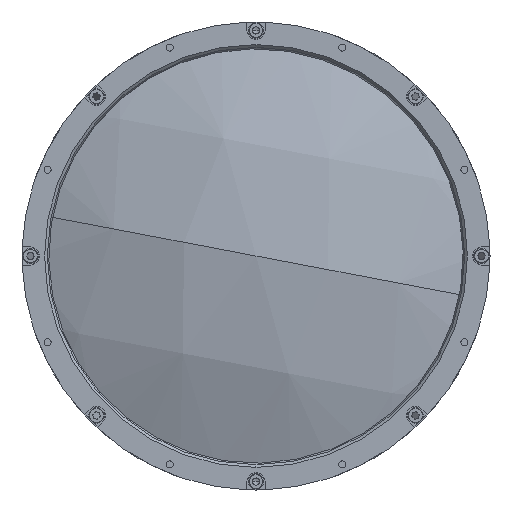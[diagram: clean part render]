
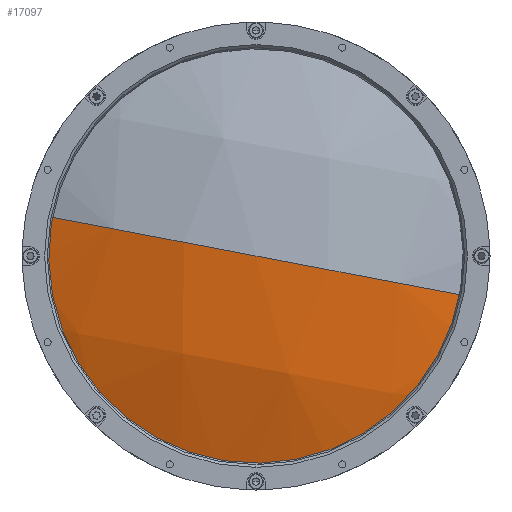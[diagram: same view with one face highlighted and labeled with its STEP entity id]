
A CAD part, left-side view. The second image highlights one B-rep face of the part: STEP entity #17097.
In plain terms, the highlighted spherical face has radius 192.8 mm.
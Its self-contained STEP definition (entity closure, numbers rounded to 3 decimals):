
#64 = DIRECTION ( 'NONE',  ( 0., 0.187, -0.982 ) ) ;
#65 = CIRCLE ( 'NONE', #7836, 76. ) ;
#1261 = DIRECTION ( 'NONE',  ( 0., 0.187, -0.982 ) ) ;
#1714 = CARTESIAN_POINT ( 'NONE',  ( 190.2, 0., 0. ) ) ;
#2492 = CIRCLE ( 'NONE', #9278, 192.8 ) ;
#3187 = EDGE_LOOP ( 'NONE', ( #7769, #19511, #12075 ) ) ;
#3305 = DIRECTION ( 'NONE',  ( 0., -0.982, -0.187 ) ) ;
#4451 = CIRCLE ( 'NONE', #19418, 192.8 ) ;
#6102 = VERTEX_POINT ( 'NONE', #11720 ) ;
#7211 = SPHERICAL_SURFACE ( 'NONE', #8790, 192.8 ) ;
#7769 = ORIENTED_EDGE ( 'NONE', *, *, #8605, .T. ) ;
#7836 = AXIS2_PLACEMENT_3D ( 'NONE', #20559, #10829, #1261 ) ;
#8221 = FACE_OUTER_BOUND ( 'NONE', #3187, .T. ) ;
#8605 = EDGE_CURVE ( 'NONE', #6102, #14556, #65, .T. ) ;
#8790 = AXIS2_PLACEMENT_3D ( 'NONE', #16647, #13333, #10260 ) ;
#9278 = AXIS2_PLACEMENT_3D ( 'NONE', #1714, #12899, #3305 ) ;
#9682 = CARTESIAN_POINT ( 'NONE',  ( 190.2, 0., 0. ) ) ;
#10260 = DIRECTION ( 'NONE',  ( 0., 0.982, 0.187 ) ) ;
#10829 = DIRECTION ( 'NONE',  ( -1., 0., 0. ) ) ;
#11278 = DIRECTION ( 'NONE',  ( 0., 0.982, 0.187 ) ) ;
#11720 = CARTESIAN_POINT ( 'NONE',  ( 13.011, 74.665, 14.182 ) ) ;
#12075 = ORIENTED_EDGE ( 'NONE', *, *, #15641, .F. ) ;
#12557 = EDGE_CURVE ( 'NONE', #14556, #14212, #4451, .T. ) ;
#12899 = DIRECTION ( 'NONE',  ( 0., -0.187, 0.982 ) ) ;
#13333 = DIRECTION ( 'NONE',  ( 0., 0.187, -0.982 ) ) ;
#14212 = VERTEX_POINT ( 'NONE', #17326 ) ;
#14556 = VERTEX_POINT ( 'NONE', #15080 ) ;
#15080 = CARTESIAN_POINT ( 'NONE',  ( 13.011, -74.665, -14.182 ) ) ;
#15641 = EDGE_CURVE ( 'NONE', #6102, #14212, #2492, .T. ) ;
#16647 = CARTESIAN_POINT ( 'NONE',  ( 190.2, 0., 0. ) ) ;
#17097 = ADVANCED_FACE ( 'NONE', ( #8221 ), #7211, .T. ) ;
#17326 = CARTESIAN_POINT ( 'NONE',  ( -2.6, 0., 0. ) ) ;
#19418 = AXIS2_PLACEMENT_3D ( 'NONE', #9682, #64, #11278 ) ;
#19511 = ORIENTED_EDGE ( 'NONE', *, *, #12557, .T. ) ;
#20559 = CARTESIAN_POINT ( 'NONE',  ( 13.011, 0., 0. ) ) ;
